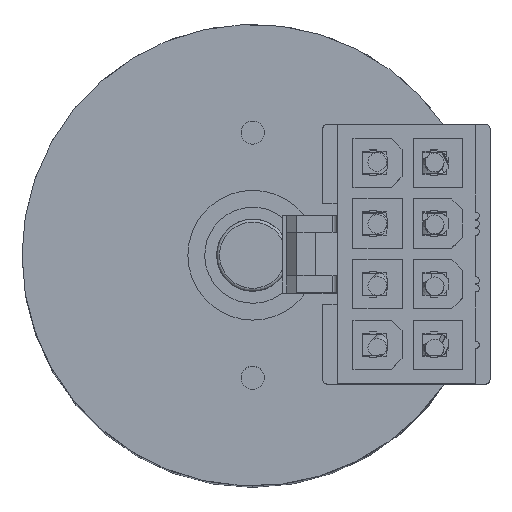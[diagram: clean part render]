
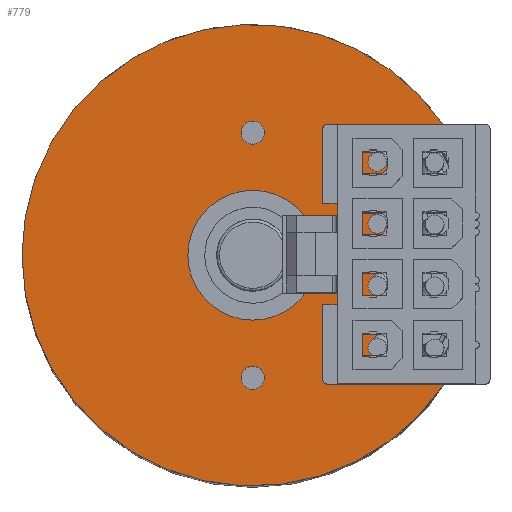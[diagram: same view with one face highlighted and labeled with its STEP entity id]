
A CAD part, top view. The second image highlights one B-rep face of the part: STEP entity #779.
In plain terms, the highlighted face is planar.
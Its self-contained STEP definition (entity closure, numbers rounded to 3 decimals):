
#252 = EDGE_CURVE ( 'NONE', #588, #2935, #7796, .T. ) ;
#296 = DIRECTION ( 'NONE',  ( -1., 0., 0. ) ) ;
#459 = DIRECTION ( 'NONE',  ( 0., 0., -1. ) ) ;
#509 = AXIS2_PLACEMENT_3D ( 'NONE', #12021, #11941, #3899 ) ;
#536 = CARTESIAN_POINT ( 'NONE',  ( -12.707, 8.7, 0. ) ) ;
#588 = VERTEX_POINT ( 'NONE', #14195 ) ;
#604 = CARTESIAN_POINT ( 'NONE',  ( -0.8, -8.5, 0. ) ) ;
#761 = CARTESIAN_POINT ( 'NONE',  ( -0.8, 8.5, 0. ) ) ;
#779 = ADVANCED_FACE ( 'NONE', ( #2947, #14571, #7603, #3094 ), #6238, .F. ) ;
#809 = LINE ( 'NONE', #889, #2907 ) ;
#889 = CARTESIAN_POINT ( 'NONE',  ( -10., 8.1, 0. ) ) ;
#931 = CARTESIAN_POINT ( 'NONE',  ( -12.707, -8.1, 0. ) ) ;
#1074 = AXIS2_PLACEMENT_3D ( 'NONE', #8641, #3019, #5411 ) ;
#1126 = ORIENTED_EDGE ( 'NONE', *, *, #4898, .F. ) ;
#1758 = ORIENTED_EDGE ( 'NONE', *, *, #2822, .F. ) ;
#1781 = CARTESIAN_POINT ( 'NONE',  ( -11., -7.1, 0. ) ) ;
#1796 = DIRECTION ( 'NONE',  ( 1., 0., 0. ) ) ;
#1941 = DIRECTION ( 'NONE',  ( 0., 0., 1. ) ) ;
#2258 = VERTEX_POINT ( 'NONE', #6215 ) ;
#2475 = LINE ( 'NONE', #10581, #7733 ) ;
#2678 = CIRCLE ( 'NONE', #9863, 0.6 ) ;
#2729 = DIRECTION ( 'NONE',  ( 1., 0., 0. ) ) ;
#2815 = VERTEX_POINT ( 'NONE', #9777 ) ;
#2822 = EDGE_CURVE ( 'NONE', #588, #4212, #11756, .T. ) ;
#2907 = VECTOR ( 'NONE', #3142, 1000. ) ;
#2935 = VERTEX_POINT ( 'NONE', #931 ) ;
#2941 = EDGE_LOOP ( 'NONE', ( #9429 ) ) ;
#2947 = FACE_BOUND ( 'NONE', #8766, .T. ) ;
#3019 = DIRECTION ( 'NONE',  ( 0., 0., 1. ) ) ;
#3065 = DIRECTION ( 'NONE',  ( 1., 0., 0. ) ) ;
#3094 = FACE_OUTER_BOUND ( 'NONE', #9314, .T. ) ;
#3142 = DIRECTION ( 'NONE',  ( 0., -1., 0. ) ) ;
#3302 = EDGE_CURVE ( 'NONE', #10891, #10891, #5047, .T. ) ;
#3338 = ORIENTED_EDGE ( 'NONE', *, *, #14136, .F. ) ;
#3349 = EDGE_CURVE ( 'NONE', #3588, #4212, #2678, .T. ) ;
#3588 = VERTEX_POINT ( 'NONE', #6904 ) ;
#3673 = EDGE_CURVE ( 'NONE', #4368, #2815, #9636, .T. ) ;
#3899 = DIRECTION ( 'NONE',  ( -1., 0., 0. ) ) ;
#3995 = CARTESIAN_POINT ( 'NONE',  ( 0., 0., 0. ) ) ;
#4053 = DIRECTION ( 'NONE',  ( 1., 0., 0. ) ) ;
#4212 = VERTEX_POINT ( 'NONE', #13634 ) ;
#4340 = EDGE_LOOP ( 'NONE', ( #7986 ) ) ;
#4353 = VERTEX_POINT ( 'NONE', #761 ) ;
#4368 = VERTEX_POINT ( 'NONE', #5583 ) ;
#4739 = DIRECTION ( 'NONE',  ( 0., 0., 1. ) ) ;
#4898 = EDGE_CURVE ( 'NONE', #5121, #2935, #2475, .T. ) ;
#5047 = CIRCLE ( 'NONE', #509, 0.8 ) ;
#5121 = VERTEX_POINT ( 'NONE', #8385 ) ;
#5283 = AXIS2_PLACEMENT_3D ( 'NONE', #3995, #11073, #8507 ) ;
#5377 = DIRECTION ( 'NONE',  ( -1., 0., 0. ) ) ;
#5411 = DIRECTION ( 'NONE',  ( 1., 0., 0. ) ) ;
#5583 = CARTESIAN_POINT ( 'NONE',  ( -10., 7.1, 0. ) ) ;
#6001 = CARTESIAN_POINT ( 'NONE',  ( -12.707, -8.7, 0. ) ) ;
#6215 = CARTESIAN_POINT ( 'NONE',  ( 4.5, 0., 0. ) ) ;
#6238 = PLANE ( 'NONE',  #1074 ) ;
#6378 = ORIENTED_EDGE ( 'NONE', *, *, #252, .T. ) ;
#6453 = AXIS2_PLACEMENT_3D ( 'NONE', #9806, #9883, #5377 ) ;
#6611 = AXIS2_PLACEMENT_3D ( 'NONE', #7306, #4739, #2729 ) ;
#6904 = CARTESIAN_POINT ( 'NONE',  ( -12.707, 8.1, 0. ) ) ;
#6956 = EDGE_CURVE ( 'NONE', #5121, #12033, #7899, .T. ) ;
#6959 = EDGE_CURVE ( 'NONE', #4353, #4353, #10048, .T. ) ;
#7306 = CARTESIAN_POINT ( 'NONE',  ( 0., 0., 0. ) ) ;
#7357 = DIRECTION ( 'NONE',  ( 0., 0., 1. ) ) ;
#7583 = CARTESIAN_POINT ( 'NONE',  ( -11., 7.1, 0. ) ) ;
#7603 = FACE_BOUND ( 'NONE', #4340, .T. ) ;
#7663 = AXIS2_PLACEMENT_3D ( 'NONE', #1781, #1941, #3065 ) ;
#7733 = VECTOR ( 'NONE', #296, 1000. ) ;
#7796 = CIRCLE ( 'NONE', #12570, 0.6 ) ;
#7899 = CIRCLE ( 'NONE', #7663, 1. ) ;
#7986 = ORIENTED_EDGE ( 'NONE', *, *, #13265, .T. ) ;
#7996 = ORIENTED_EDGE ( 'NONE', *, *, #3349, .T. ) ;
#8385 = CARTESIAN_POINT ( 'NONE',  ( -11., -8.1, 0. ) ) ;
#8507 = DIRECTION ( 'NONE',  ( 1., 0., 0. ) ) ;
#8512 = ORIENTED_EDGE ( 'NONE', *, *, #6956, .T. ) ;
#8641 = CARTESIAN_POINT ( 'NONE',  ( 0., 0., 0. ) ) ;
#8766 = EDGE_LOOP ( 'NONE', ( #11964 ) ) ;
#8813 = DIRECTION ( 'NONE',  ( 1., 0., 0. ) ) ;
#8916 = EDGE_CURVE ( 'NONE', #4368, #12033, #809, .T. ) ;
#9171 = ORIENTED_EDGE ( 'NONE', *, *, #3673, .T. ) ;
#9314 = EDGE_LOOP ( 'NONE', ( #3338, #7996, #1758, #6378, #1126, #8512, #10493, #9171 ) ) ;
#9429 = ORIENTED_EDGE ( 'NONE', *, *, #6959, .F. ) ;
#9522 = DIRECTION ( 'NONE',  ( 1., 0., 0. ) ) ;
#9523 = CARTESIAN_POINT ( 'NONE',  ( -10., -7.1, 0. ) ) ;
#9636 = CIRCLE ( 'NONE', #13732, 1. ) ;
#9777 = CARTESIAN_POINT ( 'NONE',  ( -11., 8.1, 0. ) ) ;
#9806 = CARTESIAN_POINT ( 'NONE',  ( 0., 8.5, 0. ) ) ;
#9863 = AXIS2_PLACEMENT_3D ( 'NONE', #536, #459, #4053 ) ;
#9883 = DIRECTION ( 'NONE',  ( 0., 0., -1. ) ) ;
#10048 = CIRCLE ( 'NONE', #6453, 0.8 ) ;
#10423 = VECTOR ( 'NONE', #8813, 1000. ) ;
#10493 = ORIENTED_EDGE ( 'NONE', *, *, #8916, .F. ) ;
#10581 = CARTESIAN_POINT ( 'NONE',  ( -10., -8.1, 0. ) ) ;
#10891 = VERTEX_POINT ( 'NONE', #604 ) ;
#11073 = DIRECTION ( 'NONE',  ( 0., 0., 1. ) ) ;
#11756 = CIRCLE ( 'NONE', #5283, 16. ) ;
#11941 = DIRECTION ( 'NONE',  ( 0., 0., -1. ) ) ;
#11964 = ORIENTED_EDGE ( 'NONE', *, *, #3302, .F. ) ;
#12021 = CARTESIAN_POINT ( 'NONE',  ( 0., -8.5, 0. ) ) ;
#12033 = VERTEX_POINT ( 'NONE', #9523 ) ;
#12570 = AXIS2_PLACEMENT_3D ( 'NONE', #6001, #12763, #9522 ) ;
#12763 = DIRECTION ( 'NONE',  ( 0., 0., -1. ) ) ;
#13081 = CIRCLE ( 'NONE', #6611, 4.5 ) ;
#13265 = EDGE_CURVE ( 'NONE', #2258, #2258, #13081, .T. ) ;
#13634 = CARTESIAN_POINT ( 'NONE',  ( -13.202, 9.039, 0. ) ) ;
#13701 = LINE ( 'NONE', #14812, #10423 ) ;
#13732 = AXIS2_PLACEMENT_3D ( 'NONE', #7583, #7357, #1796 ) ;
#14136 = EDGE_CURVE ( 'NONE', #3588, #2815, #13701, .T. ) ;
#14195 = CARTESIAN_POINT ( 'NONE',  ( -13.202, -9.039, 0. ) ) ;
#14571 = FACE_BOUND ( 'NONE', #2941, .T. ) ;
#14812 = CARTESIAN_POINT ( 'NONE',  ( -13.798, 8.1, 0. ) ) ;
